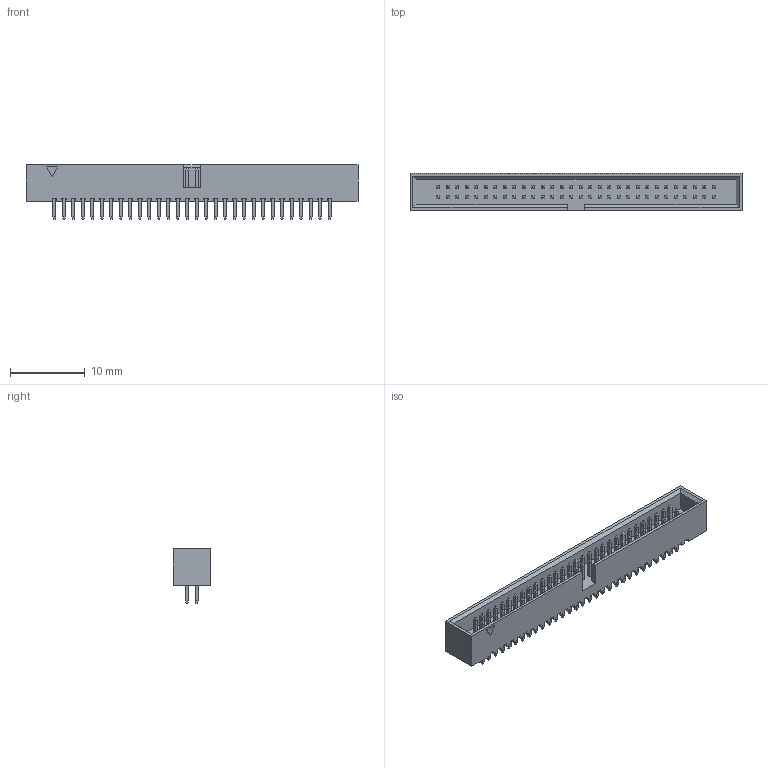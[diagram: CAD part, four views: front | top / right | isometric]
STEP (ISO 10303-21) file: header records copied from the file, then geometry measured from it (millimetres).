
FILE_DESCRIPTION(/* description */ ('Unknown'),/* implementation_level */ '2;1');
FILE_NAME(/* name */ '62706021621',/* time_stamp */ '2020-05-28T16:31:05+02:00',/* author */ ('Unknown'),/* organization */ ('Unknown'),/* preprocessor_version */ 'ST-DEVELOPER v16.7',/* originating_system */ 'DEX',/* authorisation */ $);
FILE_SCHEMA (('AP242_MANAGED_MODEL_BASED_3D_ENGINEERING_MIM_LF { 1 0 10303 442 1 1 4 }','AUTOMOTIVE_DESIGN {1 0 10303 214 3 1 1}'));
Length unit declared in the file: millimetre
Products named in the file (3): 6270xx21621; 62706020621; 6270xx21621_Pin
Assembly tree (61 placements, depth 2):
  6270xx21621
    62706020621
    6270xx21621_Pin  x60
Bounding box: 44.45 x 5.05 x 7.3 mm (x, y, z)
Volume: 656.4 mm3; surface area: 2051.3 mm2
Topology: 61 solids, 61 shells, 1523 faces, 3776 edges, 2316 vertices
Faces by surface type: plane 1523
Entity records: 28644 total; most frequent: CARTESIAN_POINT 4255, ORIENTED_EDGE 4248, DIRECTION 3642, EDGE_CURVE 2124, LINE 2124, VECTOR 2124, VERTEX_POINT 1372, AXIS2_PLACEMENT_3D 759
